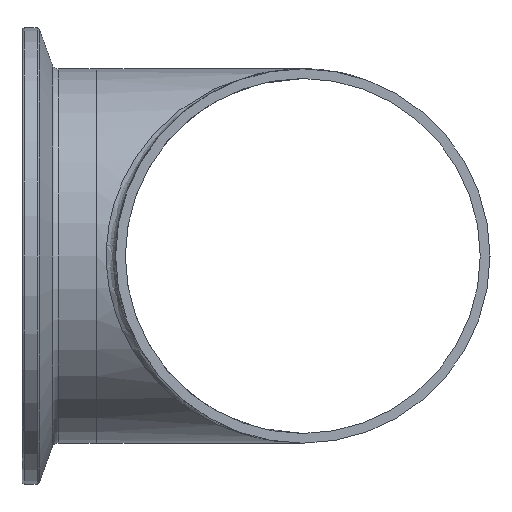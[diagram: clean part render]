
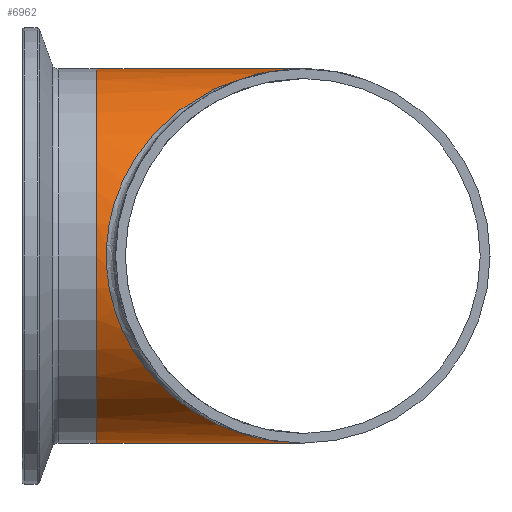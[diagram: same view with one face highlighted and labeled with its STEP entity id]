
A CAD part, left-side view. The second image highlights one B-rep face of the part: STEP entity #6962.
In plain terms, the highlighted cylindrical face has radius 31.75 mm (diameter 63.5 mm), a full revolution.
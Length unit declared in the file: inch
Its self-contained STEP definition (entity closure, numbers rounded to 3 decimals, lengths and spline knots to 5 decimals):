
#85=ELLIPSE('',#7366,1.8125,1.25);
#86=ELLIPSE('',#7367,1.8125,1.25);
#149=FACE_BOUND('',#1314,.T.);
#871=FACE_OUTER_BOUND('',#1313,.T.);
#1313=EDGE_LOOP('',(#6466));
#1314=EDGE_LOOP('',(#6467,#6468));
#2388=CIRCLE('',#7363,1.25);
#3402=VERTEX_POINT('',#15178);
#3403=VERTEX_POINT('',#15179);
#3422=VERTEX_POINT('',#15243);
#4437=EDGE_CURVE('',#3422,#3422,#2388,.T.);
#4439=EDGE_CURVE('',#3403,#3402,#85,.T.);
#4440=EDGE_CURVE('',#3402,#3403,#86,.T.);
#6466=ORIENTED_EDGE('',*,*,#4437,.T.);
#6467=ORIENTED_EDGE('',*,*,#4440,.F.);
#6468=ORIENTED_EDGE('',*,*,#4439,.F.);
#6516=CYLINDRICAL_SURFACE('',#7374,1.25);
#6962=ADVANCED_FACE('',(#871,#149),#6516,.T.);
#7363=AXIS2_PLACEMENT_3D('',#15244,#8637,#8638);
#7366=AXIS2_PLACEMENT_3D('',#15298,#8643,#8644);
#7367=AXIS2_PLACEMENT_3D('',#15349,#8645,#8646);
#7374=AXIS2_PLACEMENT_3D('',#15360,#8659,#8660);
#8637=DIRECTION('center_axis',(0.,-1.,0.));
#8638=DIRECTION('ref_axis',(1.,0.,0.));
#8643=DIRECTION('center_axis',(-0.724,-0.69,0.));
#8644=DIRECTION('ref_axis',(-0.69,0.724,0.));
#8645=DIRECTION('center_axis',(0.724,-0.69,0.));
#8646=DIRECTION('ref_axis',(0.69,0.724,0.));
#8659=DIRECTION('center_axis',(0.,-1.,0.));
#8660=DIRECTION('ref_axis',(1.,0.,0.));
#15178=CARTESIAN_POINT('',(0.,0.,-1.25));
#15179=CARTESIAN_POINT('',(0.,0.,1.25));
#15243=CARTESIAN_POINT('',(1.25,1.375,0.));
#15244=CARTESIAN_POINT('Origin',(0.,1.375,0.));
#15298=CARTESIAN_POINT('Origin',(0.,0.,0.));
#15349=CARTESIAN_POINT('Origin',(0.,0.,0.));
#15360=CARTESIAN_POINT('Origin',(0.,3.125,0.));
